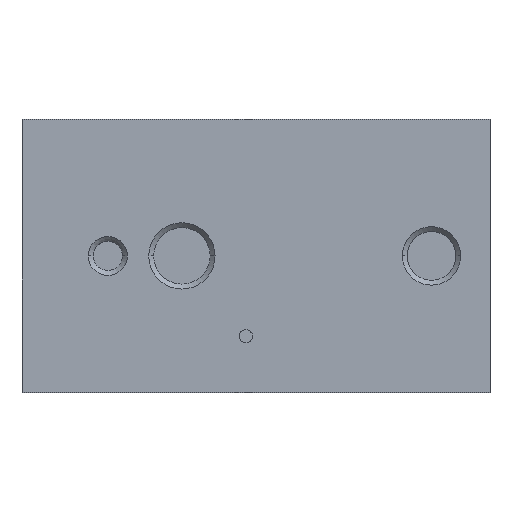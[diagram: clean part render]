
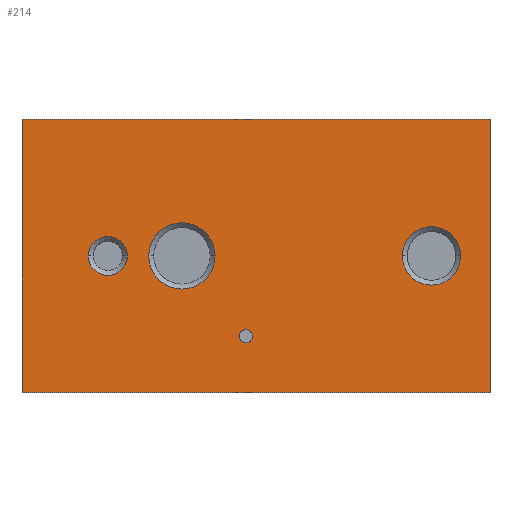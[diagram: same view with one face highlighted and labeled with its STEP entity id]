
A CAD part, top view. The second image highlights one B-rep face of the part: STEP entity #214.
In plain terms, the highlighted planar face has unit normal (0, 0, 1).
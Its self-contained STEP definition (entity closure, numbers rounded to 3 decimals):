
#43 = FACE_BOUND ( 'NONE', #2425, .T. ) ;
#47 = LINE ( 'NONE', #1882, #1343 ) ;
#79 = DIRECTION ( 'NONE',  ( -1., 0., 0. ) ) ;
#98 = AXIS2_PLACEMENT_3D ( 'NONE', #2236, #2477, #210 ) ;
#123 = ORIENTED_EDGE ( 'NONE', *, *, #2489, .T. ) ;
#126 = CARTESIAN_POINT ( 'NONE',  ( -2.4, 1.4, 1. ) ) ;
#160 = FACE_BOUND ( 'NONE', #1518, .T. ) ;
#164 = DIRECTION ( 'NONE',  ( -1., 0., 0. ) ) ;
#173 = AXIS2_PLACEMENT_3D ( 'NONE', #179, #212, #886 ) ;
#179 = CARTESIAN_POINT ( 'NONE',  ( -0.104, -0.824, 1. ) ) ;
#184 = AXIS2_PLACEMENT_3D ( 'NONE', #1891, #563, #360 ) ;
#191 = ORIENTED_EDGE ( 'NONE', *, *, #1956, .F. ) ;
#210 = DIRECTION ( 'NONE',  ( -1., 0., 0. ) ) ;
#212 = DIRECTION ( 'NONE',  ( 0., 0., 1. ) ) ;
#214 = ADVANCED_FACE ( 'NONE', ( #160, #958, #1897, #43, #367 ), #911, .F. ) ;
#215 = EDGE_CURVE ( 'NONE', #1937, #1215, #687, .T. ) ;
#223 = AXIS2_PLACEMENT_3D ( 'NONE', #1352, #1556, #1342 ) ;
#324 = CARTESIAN_POINT ( 'NONE',  ( 2.1, 0., 1. ) ) ;
#360 = DIRECTION ( 'NONE',  ( -1., 0., 0. ) ) ;
#367 = FACE_OUTER_BOUND ( 'NONE', #2688, .T. ) ;
#409 = DIRECTION ( 'NONE',  ( 1., 0., 0. ) ) ;
#531 = AXIS2_PLACEMENT_3D ( 'NONE', #2759, #1783, #1857 ) ;
#540 = CIRCLE ( 'NONE', #531, 0.34 ) ;
#544 = ORIENTED_EDGE ( 'NONE', *, *, #215, .T. ) ;
#563 = DIRECTION ( 'NONE',  ( 0., 0., -1. ) ) ;
#631 = DIRECTION ( 'NONE',  ( 0., -1., 0. ) ) ;
#687 = LINE ( 'NONE', #2925, #1122 ) ;
#741 = ORIENTED_EDGE ( 'NONE', *, *, #1670, .T. ) ;
#747 = CARTESIAN_POINT ( 'NONE',  ( -0.76, 0., 1. ) ) ;
#783 = ORIENTED_EDGE ( 'NONE', *, *, #851, .T. ) ;
#784 = CARTESIAN_POINT ( 'NONE',  ( -0.036, -0.824, 1. ) ) ;
#851 = EDGE_CURVE ( 'NONE', #1716, #2579, #1828, .T. ) ;
#886 = DIRECTION ( 'NONE',  ( 1., 0., 0. ) ) ;
#910 = ORIENTED_EDGE ( 'NONE', *, *, #2713, .T. ) ;
#911 = PLANE ( 'NONE',  #223 ) ;
#958 = FACE_BOUND ( 'NONE', #1610, .T. ) ;
#960 = EDGE_CURVE ( 'NONE', #1308, #2452, #1900, .T. ) ;
#1008 = ORIENTED_EDGE ( 'NONE', *, *, #1667, .T. ) ;
#1059 = CARTESIAN_POINT ( 'NONE',  ( -2.4, 1.4, 1. ) ) ;
#1078 = AXIS2_PLACEMENT_3D ( 'NONE', #747, #2532, #2758 ) ;
#1082 = VECTOR ( 'NONE', #631, 1000. ) ;
#1122 = VECTOR ( 'NONE', #1595, 1000. ) ;
#1183 = VERTEX_POINT ( 'NONE', #1059 ) ;
#1215 = VERTEX_POINT ( 'NONE', #1958 ) ;
#1228 = CIRCLE ( 'NONE', #2902, 0.3 ) ;
#1267 = EDGE_CURVE ( 'NONE', #2462, #1284, #1446, .T. ) ;
#1284 = VERTEX_POINT ( 'NONE', #2907 ) ;
#1308 = VERTEX_POINT ( 'NONE', #1549 ) ;
#1342 = DIRECTION ( 'NONE',  ( -1., 0., 0. ) ) ;
#1343 = VECTOR ( 'NONE', #1422, 1000. ) ;
#1352 = CARTESIAN_POINT ( 'NONE',  ( 0., 0., 1. ) ) ;
#1422 = DIRECTION ( 'NONE',  ( 1., 0., 0. ) ) ;
#1443 = AXIS2_PLACEMENT_3D ( 'NONE', #1488, #2836, #164 ) ;
#1446 = CIRCLE ( 'NONE', #98, 0.2 ) ;
#1488 = CARTESIAN_POINT ( 'NONE',  ( -1.52, 0., 1. ) ) ;
#1510 = CARTESIAN_POINT ( 'NONE',  ( -2.4, -1.4, 1. ) ) ;
#1512 = DIRECTION ( 'NONE',  ( 0., 0., 1. ) ) ;
#1518 = EDGE_LOOP ( 'NONE', ( #783, #741 ) ) ;
#1549 = CARTESIAN_POINT ( 'NONE',  ( -0.172, -0.824, 1. ) ) ;
#1556 = DIRECTION ( 'NONE',  ( 0., 0., -1. ) ) ;
#1563 = EDGE_CURVE ( 'NONE', #1744, #1949, #540, .T. ) ;
#1595 = DIRECTION ( 'NONE',  ( 0., 1., 0. ) ) ;
#1610 = EDGE_LOOP ( 'NONE', ( #1778, #123 ) ) ;
#1649 = CARTESIAN_POINT ( 'NONE',  ( 1.8, 0., 1. ) ) ;
#1667 = EDGE_CURVE ( 'NONE', #1215, #1183, #2457, .T. ) ;
#1670 = EDGE_CURVE ( 'NONE', #2579, #1716, #1228, .T. ) ;
#1704 = CARTESIAN_POINT ( 'NONE',  ( -1.32, 0., 1. ) ) ;
#1716 = VERTEX_POINT ( 'NONE', #324 ) ;
#1744 = VERTEX_POINT ( 'NONE', #2373 ) ;
#1762 = EDGE_LOOP ( 'NONE', ( #2039, #2461 ) ) ;
#1778 = ORIENTED_EDGE ( 'NONE', *, *, #1267, .T. ) ;
#1783 = DIRECTION ( 'NONE',  ( 0., 0., -1. ) ) ;
#1828 = CIRCLE ( 'NONE', #184, 0.3 ) ;
#1857 = DIRECTION ( 'NONE',  ( -1., 0., 0. ) ) ;
#1865 = DIRECTION ( 'NONE',  ( -1., 0., 0. ) ) ;
#1866 = AXIS2_PLACEMENT_3D ( 'NONE', #2421, #1512, #409 ) ;
#1882 = CARTESIAN_POINT ( 'NONE',  ( -2.4, -1.4, 1. ) ) ;
#1891 = CARTESIAN_POINT ( 'NONE',  ( 1.8, 0., 1. ) ) ;
#1897 = FACE_BOUND ( 'NONE', #1762, .T. ) ;
#1900 = CIRCLE ( 'NONE', #1866, 0.068 ) ;
#1930 = EDGE_CURVE ( 'NONE', #1183, #2535, #1965, .T. ) ;
#1937 = VERTEX_POINT ( 'NONE', #2427 ) ;
#1949 = VERTEX_POINT ( 'NONE', #1984 ) ;
#1956 = EDGE_CURVE ( 'NONE', #2452, #1308, #2742, .T. ) ;
#1958 = CARTESIAN_POINT ( 'NONE',  ( 2.4, 1.4, 1. ) ) ;
#1965 = LINE ( 'NONE', #1510, #1082 ) ;
#1984 = CARTESIAN_POINT ( 'NONE',  ( -1.1, 0., 1. ) ) ;
#2039 = ORIENTED_EDGE ( 'NONE', *, *, #1563, .T. ) ;
#2103 = CIRCLE ( 'NONE', #1078, 0.34 ) ;
#2150 = ORIENTED_EDGE ( 'NONE', *, *, #960, .F. ) ;
#2173 = CARTESIAN_POINT ( 'NONE',  ( -2.4, -1.4, 1. ) ) ;
#2236 = CARTESIAN_POINT ( 'NONE',  ( -1.52, 0., 1. ) ) ;
#2263 = ORIENTED_EDGE ( 'NONE', *, *, #1930, .T. ) ;
#2296 = CARTESIAN_POINT ( 'NONE',  ( 1.5, 0., 1. ) ) ;
#2373 = CARTESIAN_POINT ( 'NONE',  ( -0.42, 0., 1. ) ) ;
#2390 = VECTOR ( 'NONE', #79, 1000. ) ;
#2421 = CARTESIAN_POINT ( 'NONE',  ( -0.104, -0.824, 1. ) ) ;
#2425 = EDGE_LOOP ( 'NONE', ( #191, #2150 ) ) ;
#2427 = CARTESIAN_POINT ( 'NONE',  ( 2.4, -1.4, 1. ) ) ;
#2452 = VERTEX_POINT ( 'NONE', #784 ) ;
#2457 = LINE ( 'NONE', #126, #2390 ) ;
#2461 = ORIENTED_EDGE ( 'NONE', *, *, #2694, .T. ) ;
#2462 = VERTEX_POINT ( 'NONE', #1704 ) ;
#2477 = DIRECTION ( 'NONE',  ( 0., 0., -1. ) ) ;
#2489 = EDGE_CURVE ( 'NONE', #1284, #2462, #2683, .T. ) ;
#2532 = DIRECTION ( 'NONE',  ( 0., 0., -1. ) ) ;
#2535 = VERTEX_POINT ( 'NONE', #2173 ) ;
#2579 = VERTEX_POINT ( 'NONE', #2296 ) ;
#2683 = CIRCLE ( 'NONE', #1443, 0.2 ) ;
#2688 = EDGE_LOOP ( 'NONE', ( #544, #1008, #2263, #910 ) ) ;
#2694 = EDGE_CURVE ( 'NONE', #1949, #1744, #2103, .T. ) ;
#2713 = EDGE_CURVE ( 'NONE', #2535, #1937, #47, .T. ) ;
#2742 = CIRCLE ( 'NONE', #173, 0.068 ) ;
#2758 = DIRECTION ( 'NONE',  ( -1., 0., 0. ) ) ;
#2759 = CARTESIAN_POINT ( 'NONE',  ( -0.76, 0., 1. ) ) ;
#2792 = DIRECTION ( 'NONE',  ( 0., 0., -1. ) ) ;
#2836 = DIRECTION ( 'NONE',  ( 0., 0., -1. ) ) ;
#2902 = AXIS2_PLACEMENT_3D ( 'NONE', #1649, #2792, #1865 ) ;
#2907 = CARTESIAN_POINT ( 'NONE',  ( -1.72, 0., 1. ) ) ;
#2925 = CARTESIAN_POINT ( 'NONE',  ( 2.4, -1.4, 1. ) ) ;
